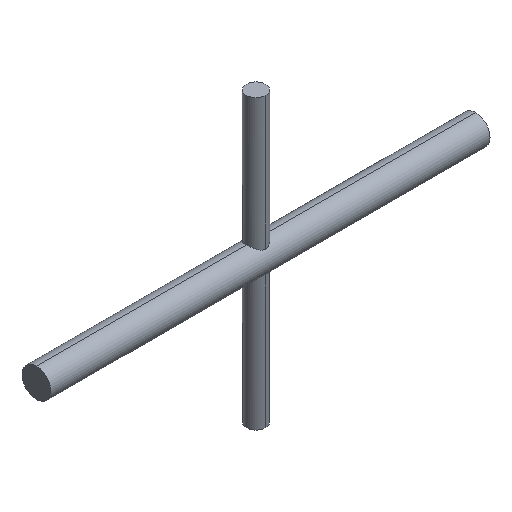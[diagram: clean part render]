
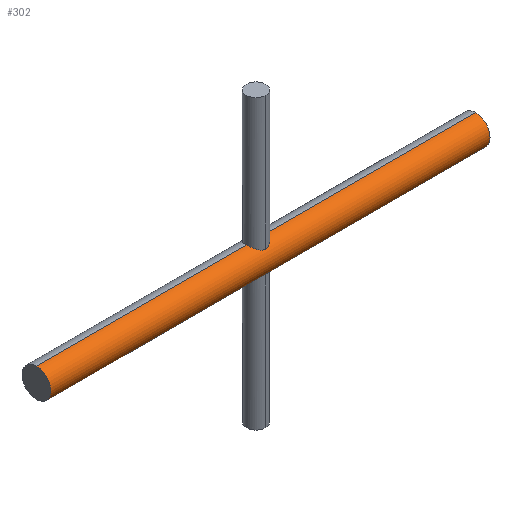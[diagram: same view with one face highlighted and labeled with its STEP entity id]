
A CAD part, isometric view. The second image highlights one B-rep face of the part: STEP entity #302.
In plain terms, the highlighted cylindrical face has radius 3 mm (diameter 6 mm), a partial arc.
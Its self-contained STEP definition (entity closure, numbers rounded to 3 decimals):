
#6=CARTESIAN_POINT('',(0.,0.,0.));
#7=DIRECTION('',(1.,0.,0.));
#8=DIRECTION('',(0.,0.,1.));
#9=AXIS2_PLACEMENT_3D('',#6,#7,#8);
#11=CARTESIAN_POINT('',(43.75,0.,-3.));
#37=CARTESIAN_POINT('',(47.75,0.,-3.));
#39=DIRECTION('',(1.,0.,0.));
#40=VECTOR('',#39,43.75);
#41=CARTESIAN_POINT('',(47.75,0.,-3.));
#42=LINE('',#41,#40);
#43=CARTESIAN_POINT('',(47.75,0.,3.));
#69=CARTESIAN_POINT('',(43.75,0.,3.));
#71=DIRECTION('',(1.,0.,0.));
#72=VECTOR('',#71,43.75);
#73=CARTESIAN_POINT('',(0.,0.,-3.));
#74=LINE('',#73,#72);
#83=CARTESIAN_POINT('',(43.75,0.,3.));
#84=CARTESIAN_POINT('',(43.75,-0.1,3.));
#85=CARTESIAN_POINT('',(43.765,-0.299,2.99));
#86=CARTESIAN_POINT('',(43.832,-0.594,2.945));
#87=CARTESIAN_POINT('',(43.941,-0.868,2.876));
#88=CARTESIAN_POINT('',(44.083,-1.117,2.788));
#89=CARTESIAN_POINT('',(44.253,-1.336,2.69));
#90=CARTESIAN_POINT('',(44.456,-1.534,2.581));
#91=CARTESIAN_POINT('',(44.705,-1.716,2.464));
#92=CARTESIAN_POINT('',(45.014,-1.872,2.347));
#93=CARTESIAN_POINT('',(45.374,-1.976,2.258));
#94=CARTESIAN_POINT('',(45.622,-2.,2.236));
#95=CARTESIAN_POINT('',(45.75,-2.,2.236));
#97=CARTESIAN_POINT('',(45.75,-2.,2.236));
#98=CARTESIAN_POINT('',(45.883,-2.,2.236));
#99=CARTESIAN_POINT('',(46.138,-1.975,2.259));
#100=CARTESIAN_POINT('',(46.512,-1.862,2.355));
#101=CARTESIAN_POINT('',(46.817,-1.702,2.474));
#102=CARTESIAN_POINT('',(47.062,-1.519,2.59));
#103=CARTESIAN_POINT('',(47.266,-1.315,2.7));
#104=CARTESIAN_POINT('',(47.432,-1.094,2.797));
#105=CARTESIAN_POINT('',(47.569,-0.848,2.882));
#106=CARTESIAN_POINT('',(47.671,-0.58,2.948));
#107=CARTESIAN_POINT('',(47.736,-0.293,2.99));
#108=CARTESIAN_POINT('',(47.75,-0.098,3.));
#109=CARTESIAN_POINT('',(47.75,0.,3.));
#111=DIRECTION('',(1.,0.,0.));
#112=VECTOR('',#111,43.75);
#113=CARTESIAN_POINT('',(47.75,0.,3.));
#114=LINE('',#113,#112);
#115=CARTESIAN_POINT('',(47.75,0.,-3.));
#116=CARTESIAN_POINT('',(47.75,-0.098,-3.));
#117=CARTESIAN_POINT('',(47.736,-0.293,
-2.99));
#118=CARTESIAN_POINT('',(47.671,-0.582,
-2.948));
#119=CARTESIAN_POINT('',(47.567,-0.852,
-2.881));
#120=CARTESIAN_POINT('',(47.43,-1.096,-2.796));
#121=CARTESIAN_POINT('',(47.265,-1.315,-2.7));
#122=CARTESIAN_POINT('',(47.065,-1.516,-2.592));
#123=CARTESIAN_POINT('',(46.818,-1.701,-2.474));
#124=CARTESIAN_POINT('',(46.506,-1.864,-2.353));
#125=CARTESIAN_POINT('',(46.139,-1.974,-2.259));
#126=CARTESIAN_POINT('',(45.883,-2.,-2.236));
#127=CARTESIAN_POINT('',(45.75,-2.,-2.236));
#129=CARTESIAN_POINT('',(45.75,-2.,-2.236));
#130=CARTESIAN_POINT('',(45.62,-2.,-2.236));
#131=CARTESIAN_POINT('',(45.368,-1.976,-2.258));
#132=CARTESIAN_POINT('',(45.003,-1.867,-2.35));
#133=CARTESIAN_POINT('',(44.699,-1.712,-2.467));
#134=CARTESIAN_POINT('',(44.454,-1.532,-2.582));
#135=CARTESIAN_POINT('',(44.247,-1.33,-2.693));
#136=CARTESIAN_POINT('',(44.078,-1.109,-2.791));
#137=CARTESIAN_POINT('',(43.937,-0.86,
-2.878));
#138=CARTESIAN_POINT('',(43.831,-0.588,
-2.946));
#139=CARTESIAN_POINT('',(43.765,-0.297,
-2.99));
#140=CARTESIAN_POINT('',(43.75,-0.1,-3.));
#141=CARTESIAN_POINT('',(43.75,0.,-3.));
#143=DIRECTION('',(1.,0.,0.));
#144=VECTOR('',#143,43.75);
#145=CARTESIAN_POINT('',(0.,0.,3.));
#146=LINE('',#145,#144);
#180=CARTESIAN_POINT('',(91.5,0.,0.));
#181=DIRECTION('',(1.,0.,0.));
#182=DIRECTION('',(0.,0.,1.));
#183=AXIS2_PLACEMENT_3D('',#180,#181,#182);
#185=CARTESIAN_POINT('',(0.,0.,-3.));
#186=CARTESIAN_POINT('',(0.,0.,3.));
#187=VERTEX_POINT('',#185);
#188=VERTEX_POINT('',#186);
#189=CARTESIAN_POINT('',(91.5,0.,-3.));
#190=CARTESIAN_POINT('',(91.5,0.,3.));
#191=VERTEX_POINT('',#189);
#192=VERTEX_POINT('',#190);
#201=VERTEX_POINT('',#11);
#204=VERTEX_POINT('',#69);
#205=VERTEX_POINT('',#37);
#206=VERTEX_POINT('',#43);
#207=VERTEX_POINT('',#95);
#208=VERTEX_POINT('',#129);
#282=CARTESIAN_POINT('',(0.,0.,0.));
#283=DIRECTION('',(1.,0.,0.));
#284=DIRECTION('',(0.,0.,-1.));
#285=AXIS2_PLACEMENT_3D('',#282,#283,#284);
#286=CYLINDRICAL_SURFACE('',#285,3.);
#287=ORIENTED_EDGE('',*,*,#277,.T.);
#289=ORIENTED_EDGE('',*,*,#288,.T.);
#290=ORIENTED_EDGE('',*,*,#234,.T.);
#292=ORIENTED_EDGE('',*,*,#291,.T.);
#293=ORIENTED_EDGE('',*,*,#230,.F.);
#295=ORIENTED_EDGE('',*,*,#294,.T.);
#296=ORIENTED_EDGE('',*,*,#254,.T.);
#297=ORIENTED_EDGE('',*,*,#243,.F.);
#298=ORIENTED_EDGE('',*,*,#216,.F.);
#299=ORIENTED_EDGE('',*,*,#240,.T.);
#300=EDGE_LOOP('',(#287,#289,#290,#292,#293,#295,#296,#297,#298,#299));
#301=FACE_OUTER_BOUND('',#300,.F.);
#302=ADVANCED_FACE('',(#301),#286,.T.);
#10=CIRCLE('',#9,3.);
#96=B_SPLINE_CURVE_WITH_KNOTS('',3,(#83,#84,#85,#86,#87,#88,#89,#90,#91,#92,#93,
#94,#95),.UNSPECIFIED.,.F.,.F.,(4,1,1,1,1,1,1,1,1,1,4),(0.,0.1,0.2,0.3,
0.4,0.5,0.6,0.7,0.8,0.9,1.),.UNSPECIFIED.);
#110=B_SPLINE_CURVE_WITH_KNOTS('',3,(#97,#98,#99,#100,#101,#102,#103,#104,#105,
#106,#107,#108,#109),.UNSPECIFIED.,.F.,.F.,(4,1,1,1,1,1,1,1,1,1,4),(0.,0.1,
0.2,0.3,0.4,0.5,0.6,0.7,0.8,0.9,1.),.UNSPECIFIED.);
#128=B_SPLINE_CURVE_WITH_KNOTS('',3,(#115,#116,#117,#118,#119,#120,#121,#122,
#123,#124,#125,#126,#127),.UNSPECIFIED.,.F.,.F.,(4,1,1,1,1,1,1,1,1,1,4),(0.,
0.1,0.2,0.3,0.4,0.5,0.6,0.7,0.8,0.9,1.),.UNSPECIFIED.);
#142=B_SPLINE_CURVE_WITH_KNOTS('',3,(#129,#130,#131,#132,#133,#134,#135,#136,
#137,#138,#139,#140,#141),.UNSPECIFIED.,.F.,.F.,(4,1,1,1,1,1,1,1,1,1,4),(0.,
0.1,0.2,0.3,0.4,0.5,0.6,0.7,0.8,0.9,1.),.UNSPECIFIED.);
#184=CIRCLE('',#183,3.);
#216=EDGE_CURVE('',#188,#187,#10,.T.);
#230=EDGE_CURVE('',#205,#191,#42,.T.);
#234=EDGE_CURVE('',#206,#192,#114,.T.);
#240=EDGE_CURVE('',#188,#204,#146,.T.);
#243=EDGE_CURVE('',#187,#201,#74,.T.);
#254=EDGE_CURVE('',#208,#201,#142,.T.);
#277=EDGE_CURVE('',#204,#207,#96,.T.);
#288=EDGE_CURVE('',#207,#206,#110,.T.);
#291=EDGE_CURVE('',#192,#191,#184,.T.);
#294=EDGE_CURVE('',#205,#208,#128,.T.);
